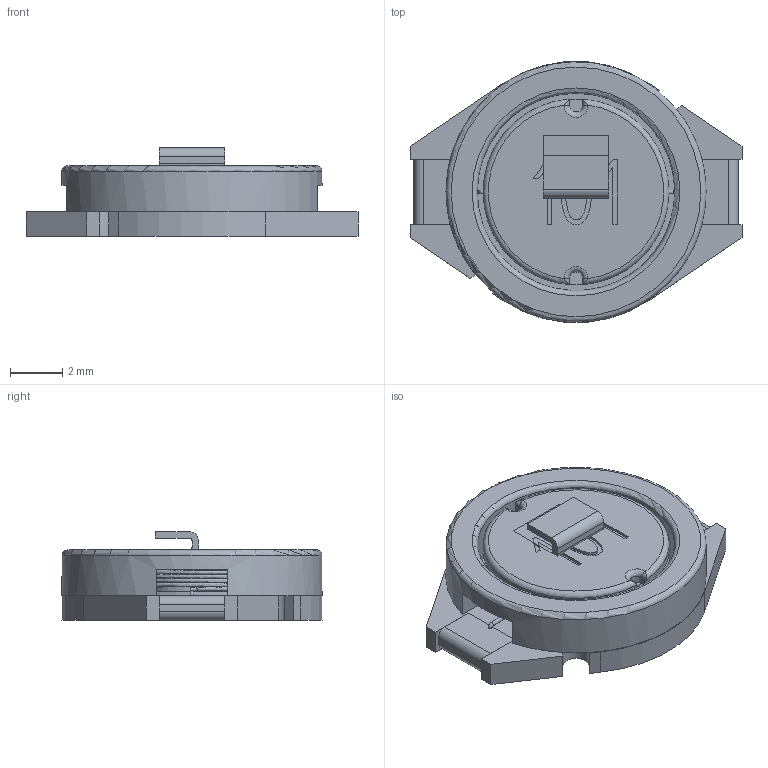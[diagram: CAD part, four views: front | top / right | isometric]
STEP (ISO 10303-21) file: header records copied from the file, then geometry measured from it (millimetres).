
FILE_DESCRIPTION( ( 'Unknown' ), '1' );
FILE_NAME( '7445320.stp', 'Unknown', ( 'Unknown' ), ( 'Unknown' ), 'XStep 1.0', 'Unknown', ' ' );
FILE_SCHEMA( ( 'automotive_design' ) );
Length unit declared in the file: millimetre
Products named in the file (4): Assem1; 7445320; L飆fl踄he
Bounding box: 12.7 x 9.96 x 3.4 mm (x, y, z)
Volume: 352.4 mm3; surface area: 1083.2 mm2
Topology: 7 solids, 7 shells, 266 faces, 680 edges, 436 vertices
Faces by surface type: plane 162, cylinder 52, bspline 36, torus 12, extrusion 4
Full cylindrical faces by diameter (mm): 3.6 x2, 7.11 x2, 7.55 x2, 9.95 x2
Entity records: 6753 total; most frequent: CARTESIAN_POINT 2989, ORIENTED_EDGE 578, DIRECTION 522, EDGE_CURVE 289, VERTEX_POINT 199, VECTOR 176, LINE 174, AXIS2_PLACEMENT_3D 173
